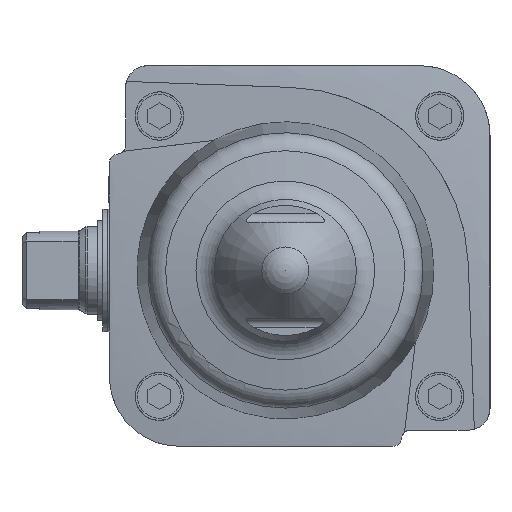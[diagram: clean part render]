
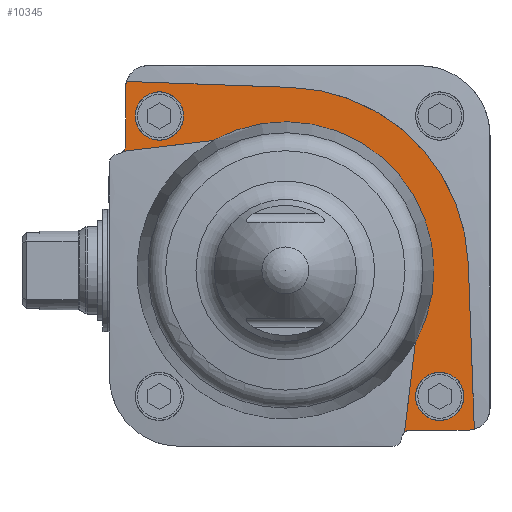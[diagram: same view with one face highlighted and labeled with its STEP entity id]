
A CAD part, left-side view. The second image highlights one B-rep face of the part: STEP entity #10345.
In plain terms, the highlighted planar face has unit normal (-1, 0, 0).
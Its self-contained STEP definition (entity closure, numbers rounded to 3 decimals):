
#170=PLANE('',#11018);
#833=LINE('',#15612,#1301);
#844=LINE('',#15637,#1312);
#855=LINE('',#15683,#1323);
#856=LINE('',#15687,#1324);
#857=LINE('',#15688,#1325);
#858=LINE('',#15692,#1326);
#1301=VECTOR('',#12448,1000.);
#1312=VECTOR('',#12479,1000.);
#1323=VECTOR('',#12524,1000.);
#1324=VECTOR('',#12527,1000.);
#1325=VECTOR('',#12528,1000.);
#1326=VECTOR('',#12531,1000.);
#2552=ORIENTED_EDGE('',*,*,#4218,.F.);
#2553=ORIENTED_EDGE('',*,*,#4219,.F.);
#2554=ORIENTED_EDGE('',*,*,#4220,.F.);
#2555=ORIENTED_EDGE('',*,*,#4221,.T.);
#2556=ORIENTED_EDGE('',*,*,#4222,.F.);
#2557=ORIENTED_EDGE('',*,*,#4197,.F.);
#2558=ORIENTED_EDGE('',*,*,#4200,.T.);
#2559=ORIENTED_EDGE('',*,*,#4203,.T.);
#2560=ORIENTED_EDGE('',*,*,#4223,.F.);
#2561=ORIENTED_EDGE('',*,*,#4224,.F.);
#2562=ORIENTED_EDGE('',*,*,#4225,.F.);
#2563=ORIENTED_EDGE('',*,*,#4186,.T.);
#2564=ORIENTED_EDGE('',*,*,#4187,.T.);
#2565=ORIENTED_EDGE('',*,*,#4190,.F.);
#4186=EDGE_CURVE('',#5046,#5047,#5472,.F.);
#4187=EDGE_CURVE('',#5047,#5048,#833,.T.);
#4190=EDGE_CURVE('',#5049,#5048,#5473,.F.);
#4197=EDGE_CURVE('',#5050,#5051,#5474,.F.);
#4200=EDGE_CURVE('',#5050,#5052,#844,.T.);
#4203=EDGE_CURVE('',#5052,#5053,#5475,.F.);
#4218=EDGE_CURVE('',#5060,#5060,#5480,.F.);
#4219=EDGE_CURVE('',#5061,#5061,#5481,.F.);
#4220=EDGE_CURVE('',#5062,#5049,#855,.T.);
#4221=EDGE_CURVE('',#5062,#5063,#5482,.T.);
#4222=EDGE_CURVE('',#5051,#5063,#856,.T.);
#4223=EDGE_CURVE('',#5064,#5053,#857,.T.);
#4224=EDGE_CURVE('',#5065,#5064,#5483,.T.);
#4225=EDGE_CURVE('',#5046,#5065,#858,.T.);
#5046=VERTEX_POINT('',#15607);
#5047=VERTEX_POINT('',#15609);
#5048=VERTEX_POINT('',#15613);
#5049=VERTEX_POINT('',#15617);
#5050=VERTEX_POINT('',#15632);
#5051=VERTEX_POINT('',#15633);
#5052=VERTEX_POINT('',#15638);
#5053=VERTEX_POINT('',#15642);
#5060=VERTEX_POINT('',#15680);
#5061=VERTEX_POINT('',#15682);
#5062=VERTEX_POINT('',#15684);
#5063=VERTEX_POINT('',#15686);
#5064=VERTEX_POINT('',#15689);
#5065=VERTEX_POINT('',#15691);
#5472=CIRCLE('',#10992,5.);
#5473=CIRCLE('',#10995,2.);
#5474=CIRCLE('',#11002,2.);
#5475=CIRCLE('',#11005,5.);
#5480=CIRCLE('',#11019,5.529);
#5481=CIRCLE('',#11020,5.529);
#5482=CIRCLE('',#11021,33.992);
#5483=CIRCLE('',#11022,41.87);
#5847=EDGE_LOOP('',(#2552));
#5848=EDGE_LOOP('',(#2553));
#5849=EDGE_LOOP('',(#2554,#2555,#2556,#2557,#2558,#2559,#2560,#2561,#2562,
#2563,#2564,#2565));
#6457=FACE_BOUND('',#5847,.T.);
#6458=FACE_BOUND('',#5848,.T.);
#6459=FACE_BOUND('',#5849,.T.);
#10345=ADVANCED_FACE('',(#6457,#6458,#6459),#170,.F.);
#10992=AXIS2_PLACEMENT_3D('',#15610,#12444,#12445);
#10995=AXIS2_PLACEMENT_3D('',#15618,#12453,#12454);
#11002=AXIS2_PLACEMENT_3D('',#15631,#12473,#12474);
#11005=AXIS2_PLACEMENT_3D('',#15643,#12484,#12485);
#11018=AXIS2_PLACEMENT_3D('',#15678,#12518,#12519);
#11019=AXIS2_PLACEMENT_3D('',#15679,#12520,#12521);
#11020=AXIS2_PLACEMENT_3D('',#15681,#12522,#12523);
#11021=AXIS2_PLACEMENT_3D('',#15685,#12525,#12526);
#11022=AXIS2_PLACEMENT_3D('',#15690,#12529,#12530);
#12444=DIRECTION('',(1.,0.,0.));
#12445=DIRECTION('',(0.,0.,-1.));
#12448=DIRECTION('',(0.,0.,-1.));
#12453=DIRECTION('',(1.,0.,0.));
#12454=DIRECTION('',(0.,0.,-1.));
#12473=DIRECTION('',(1.,0.,0.));
#12474=DIRECTION('',(0.,0.,-1.));
#12479=DIRECTION('',(0.,-1.,0.));
#12484=DIRECTION('',(1.,0.,0.));
#12485=DIRECTION('',(0.,0.,-1.));
#12518=DIRECTION('',(1.,0.,0.));
#12519=DIRECTION('',(0.,0.,-1.));
#12520=DIRECTION('',(1.,0.,0.));
#12521=DIRECTION('',(0.,0.,-1.));
#12522=DIRECTION('',(1.,0.,0.));
#12523=DIRECTION('',(0.,0.,-1.));
#12524=DIRECTION('',(0.,0.993,-0.119));
#12525=DIRECTION('',(1.,0.,0.));
#12526=DIRECTION('',(0.,0.,-1.));
#12527=DIRECTION('',(0.,-0.119,0.993));
#12528=DIRECTION('',(0.,-0.036,-0.999));
#12529=DIRECTION('',(1.,0.,0.));
#12530=DIRECTION('',(0.,0.,-1.));
#12531=DIRECTION('',(0.,-0.999,-0.036));
#15607=CARTESIAN_POINT('',(-93.45,36.297,43.209));
#15609=CARTESIAN_POINT('',(-93.45,36.5,41.8));
#15610=CARTESIAN_POINT('',(-93.45,31.5,41.8));
#15612=CARTESIAN_POINT('',(-93.45,36.5,28.599));
#15613=CARTESIAN_POINT('',(-93.45,36.5,28.599));
#15617=CARTESIAN_POINT('',(-93.45,37.031,27.242));
#15618=CARTESIAN_POINT('',(-93.45,38.5,28.599));
#15631=CARTESIAN_POINT('',(-93.45,-28.599,-38.5));
#15632=CARTESIAN_POINT('',(-93.45,-28.599,-36.5));
#15633=CARTESIAN_POINT('',(-93.45,-27.255,-37.019));
#15637=CARTESIAN_POINT('',(-93.45,-41.8,-36.5));
#15638=CARTESIAN_POINT('',(-93.45,-41.8,-36.5));
#15642=CARTESIAN_POINT('',(-93.45,-43.209,-36.297));
#15643=CARTESIAN_POINT('',(-93.45,-41.8,-31.5));
#15678=CARTESIAN_POINT('',(-93.45,0.,0.));
#15679=CARTESIAN_POINT('',(-93.45,28.8,35.3));
#15680=CARTESIAN_POINT('',(-93.45,28.8,29.771));
#15681=CARTESIAN_POINT('',(-93.45,-35.3,-28.8));
#15682=CARTESIAN_POINT('',(-93.45,-35.3,-34.329));
#15683=CARTESIAN_POINT('',(-93.45,3.759,31.245));
#15684=CARTESIAN_POINT('',(-93.45,16.515,29.71));
#15685=CARTESIAN_POINT('',(-93.45,0.,0.));
#15686=CARTESIAN_POINT('',(-93.45,-29.716,-16.505));
#15687=CARTESIAN_POINT('',(-93.45,-25.698,-50.));
#15688=CARTESIAN_POINT('',(-93.45,-41.843,1.512));
#15689=CARTESIAN_POINT('',(-93.45,-41.843,1.512));
#15690=CARTESIAN_POINT('',(-93.45,0.,0.));
#15691=CARTESIAN_POINT('',(-93.45,-1.512,41.843));
#15692=CARTESIAN_POINT('',(-93.45,50.,43.705));
